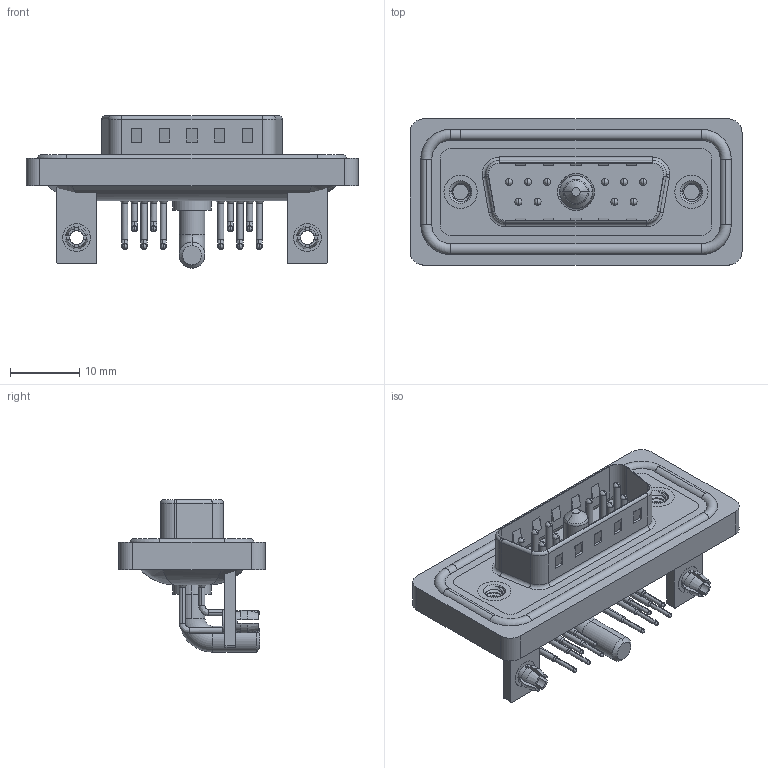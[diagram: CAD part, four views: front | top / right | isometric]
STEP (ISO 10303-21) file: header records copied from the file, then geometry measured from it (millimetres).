
FILE_DESCRIPTION (( 'STEP AP203' ), '1' );
FILE_NAME ('629W11W1240-4N3.STEP', '2020-09-16T21:31:43', ( '' ), ( '' ), 'SwSTEP 2.0', 'SolidWorks 2020', '' );
FILE_SCHEMA (( 'CONFIG_CONTROL_DESIGN' ));
Length unit declared in the file: millimetre
Products named in the file (11): 629Combo Waterproof Housing_15 Contacts; 629Combo Contact Row 2; 629Combo Stabilizer Bracket; 629Combo Contact Row 1; 629Combo Threaded Rivet_3; 629Combo Board Lock; Power Pin_40A RA; 629W11W1240-4N3; 629Combo Shell Front_15 Contacts; 629Combo Housing_11W1; 629Combo Shell Rear_15 Contacts
Assembly tree (21 placements, depth 2):
  629W11W1240-4N3
    629Combo Housing_11W1
    629Combo Shell Rear_15 Contacts
    629Combo Shell Front_15 Contacts
    629Combo Waterproof Housing_15 Contacts
    629Combo Threaded Rivet_3  x2
    629Combo Stabilizer Bracket  x2
    629Combo Board Lock  x2
    Power Pin_40A RA
    629Combo Contact Row 1  x6
    629Combo Contact Row 2  x4
Bounding box: 47.9 x 21.1 x 21.98 mm (x, y, z)
Volume: 5976.3 mm3; surface area: 10121.2 mm2
Topology: 23 solids, 26 shells, 1735 faces, 4704 edges, 3041 vertices
Faces by surface type: plane 904, cylinder 619, cone 73, bspline 71, torus 68
Entity records: 28307 total; most frequent: CARTESIAN_POINT 6353, DIRECTION 4467, ORIENTED_EDGE 4176, EDGE_CURVE 2088, AXIS2_PLACEMENT_3D 1628, VERTEX_POINT 1344, VECTOR 1211, LINE 1211
